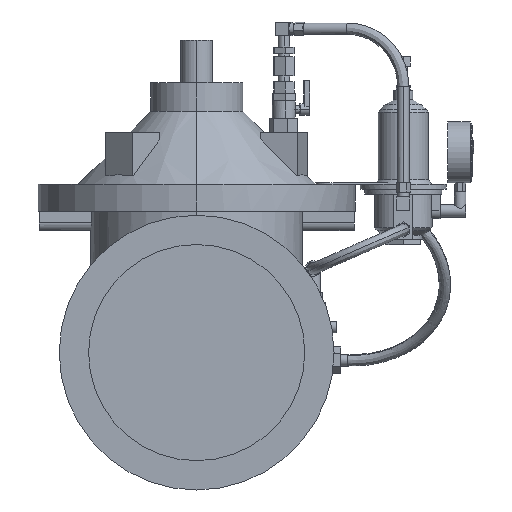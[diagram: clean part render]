
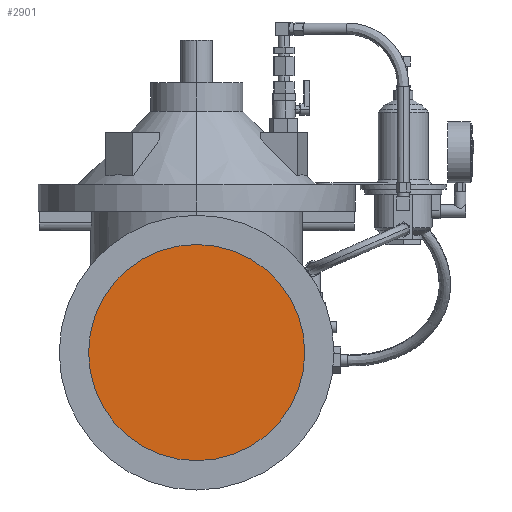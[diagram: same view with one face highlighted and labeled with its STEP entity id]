
A CAD part, left-side view. The second image highlights one B-rep face of the part: STEP entity #2901.
In plain terms, the highlighted planar face has unit normal (-1, 0, 0).
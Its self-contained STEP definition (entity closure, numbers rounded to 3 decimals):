
#2901=ADVANCED_FACE('',(#8527),#8528,.T.);
#3095=VERTEX_POINT('',#8746);
#3787=EDGE_CURVE('',#3095,#8261,#9507,.T.);
#4437=EDGE_CURVE('',#8261,#3095,#10227,.T.);
#8261=VERTEX_POINT('',#14495);
#8527=FACE_OUTER_BOUND('',#14809,.T.);
#8528=PLANE('',#14810);
#8746=CARTESIAN_POINT('',(-240.0,0.0,-112.5));
#9507=CIRCLE('',#18700,112.5);
#10227=CIRCLE('',#20720,112.5);
#14495=CARTESIAN_POINT('',(-240.0,0.,112.5));
#14809=EDGE_LOOP('',(#30138,#30139));
#14810=AXIS2_PLACEMENT_3D('',#30140,#30141,#30142);
#18700=AXIS2_PLACEMENT_3D('',#31220,#31221,#31222);
#20720=AXIS2_PLACEMENT_3D('',#32001,#32002,#32003);
#30138=ORIENTED_EDGE('',*,*,#3787,.T.);
#30139=ORIENTED_EDGE('',*,*,#4437,.T.);
#30140=CARTESIAN_POINT('',(-240.0,0.0,0.0));
#30141=DIRECTION('',(-1.0,0.0,0.0));
#30142=DIRECTION('',(0.0,0.0,1.0));
#31220=CARTESIAN_POINT('',(-240.0,0.0,0.0));
#31221=DIRECTION('',(-1.0,0.0,0.0));
#31222=DIRECTION('',(0.0,0.0,-1.0));
#32001=CARTESIAN_POINT('',(-240.0,0.0,0.0));
#32002=DIRECTION('',(-1.0,0.0,0.0));
#32003=DIRECTION('',(0.0,0.0,-1.0));
